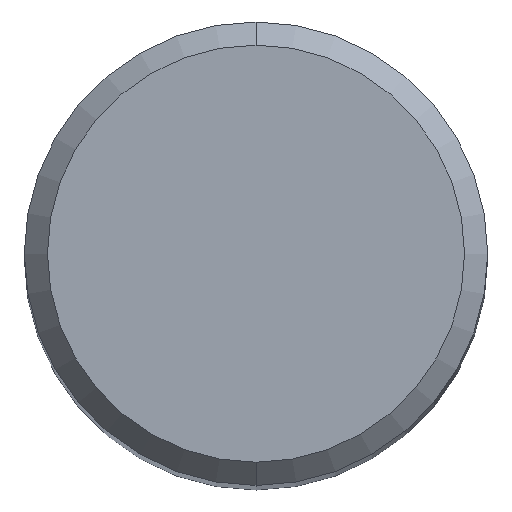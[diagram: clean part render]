
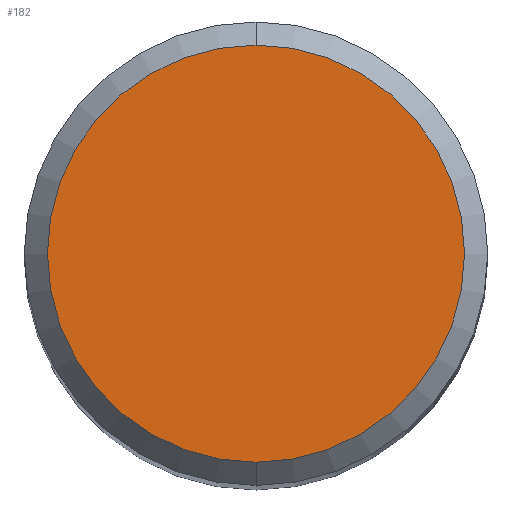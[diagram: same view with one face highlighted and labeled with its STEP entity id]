
A CAD part, top view. The second image highlights one B-rep face of the part: STEP entity #182.
In plain terms, the highlighted planar face has unit normal (0, 0, 1).
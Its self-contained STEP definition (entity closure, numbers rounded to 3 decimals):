
#182=ADVANCED_FACE('',(#483),#484,.T.);
#188=EDGE_CURVE('',#380,#292,#491,.T.);
#292=VERTEX_POINT('',#603);
#366=EDGE_CURVE('',#292,#380,#681,.T.);
#380=VERTEX_POINT('',#697);
#483=FACE_OUTER_BOUND('',#812,.T.);
#484=PLANE('',#813);
#491=CIRCLE('',#821,5.4);
#603=CARTESIAN_POINT('',(0.,-5.4,0.0));
#681=CIRCLE('',#1244,5.4);
#697=CARTESIAN_POINT('',(0.0,5.4,0.0));
#812=EDGE_LOOP('',(#1488,#1489));
#813=AXIS2_PLACEMENT_3D('',#1490,#1491,#1492);
#821=AXIS2_PLACEMENT_3D('',#1501,#1502,#1503);
#1244=AXIS2_PLACEMENT_3D('',#1683,#1684,#1685);
#1488=ORIENTED_EDGE('',*,*,#188,.F.);
#1489=ORIENTED_EDGE('',*,*,#366,.F.);
#1490=CARTESIAN_POINT('',(0.0,2.7,0.0));
#1491=DIRECTION('',(-0.0,0.0,1.0));
#1492=DIRECTION('',(0.0,-1.0,0.0));
#1501=CARTESIAN_POINT('',(0.0,0.0,0.0));
#1502=DIRECTION('',(0.0,0.0,-1.0));
#1503=DIRECTION('',(0.0,1.0,0.0));
#1683=CARTESIAN_POINT('',(0.0,0.0,0.0));
#1684=DIRECTION('',(0.0,0.0,-1.0));
#1685=DIRECTION('',(0.0,1.0,0.0));
